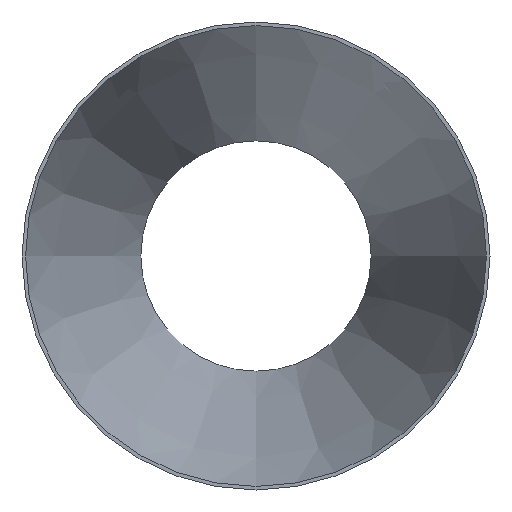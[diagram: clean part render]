
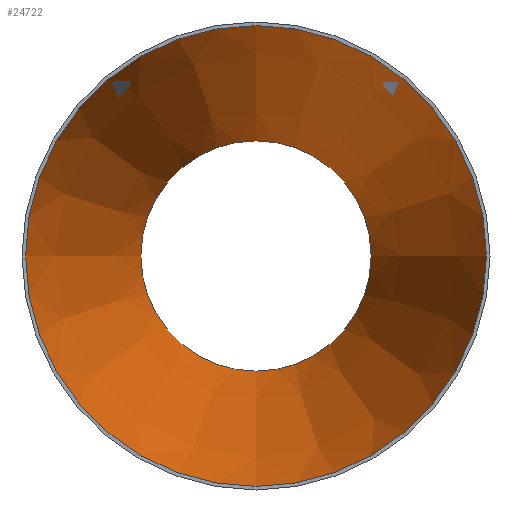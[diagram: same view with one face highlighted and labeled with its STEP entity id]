
A CAD part, front view. The second image highlights one B-rep face of the part: STEP entity #24722.
In plain terms, the highlighted conical face has half-angle 15.69 degrees and reference radius 199.884 mm.
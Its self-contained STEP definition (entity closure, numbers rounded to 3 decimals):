
#413 = EDGE_LOOP ( 'NONE', ( #12604 ) ) ;
#3878 = EDGE_LOOP ( 'NONE', ( #9520 ) ) ;
#3906 = DIRECTION ( 'NONE',  ( 0., -1., 0. ) ) ;
#7130 = CARTESIAN_POINT ( 'NONE',  ( 0., 0., 0. ) ) ;
#9520 = ORIENTED_EDGE ( 'NONE', *, *, #22549, .T. ) ;
#9664 = CIRCLE ( 'NONE', #31728, 199.884 ) ;
#10158 = FACE_OUTER_BOUND ( 'NONE', #3878, .T. ) ;
#10453 = CONICAL_SURFACE ( 'NONE', #22945, 199.884, 0.274 ) ;
#11416 = CARTESIAN_POINT ( 'NONE',  ( 0., 356., -99.884 ) ) ;
#12604 = ORIENTED_EDGE ( 'NONE', *, *, #19726, .F. ) ;
#17695 = DIRECTION ( 'NONE',  ( 0., 0., -1. ) ) ;
#18499 = CARTESIAN_POINT ( 'NONE',  ( 0., 356., 0. ) ) ;
#18728 = DIRECTION ( 'NONE',  ( 0., 0., -1. ) ) ;
#19726 = EDGE_CURVE ( 'NONE', #31886, #31886, #33766, .T. ) ;
#20975 = FACE_BOUND ( 'NONE', #413, .T. ) ;
#21616 = CARTESIAN_POINT ( 'NONE',  ( 0., 0., 0. ) ) ;
#22549 = EDGE_CURVE ( 'NONE', #36011, #36011, #9664, .T. ) ;
#22945 = AXIS2_PLACEMENT_3D ( 'NONE', #7130, #3906, #35459 ) ;
#24722 = ADVANCED_FACE ( 'NONE', ( #20975, #10158 ), #10453, .F. ) ;
#24772 = CARTESIAN_POINT ( 'NONE',  ( 0., 0., -199.884 ) ) ;
#29069 = DIRECTION ( 'NONE',  ( 0., -1., 0. ) ) ;
#29347 = AXIS2_PLACEMENT_3D ( 'NONE', #18499, #29069, #18728 ) ;
#31728 = AXIS2_PLACEMENT_3D ( 'NONE', #21616, #31942, #17695 ) ;
#31886 = VERTEX_POINT ( 'NONE', #11416 ) ;
#31942 = DIRECTION ( 'NONE',  ( 0., -1., 0. ) ) ;
#33766 = CIRCLE ( 'NONE', #29347, 99.884 ) ;
#35459 = DIRECTION ( 'NONE',  ( 0., 0., -1. ) ) ;
#36011 = VERTEX_POINT ( 'NONE', #24772 ) ;
